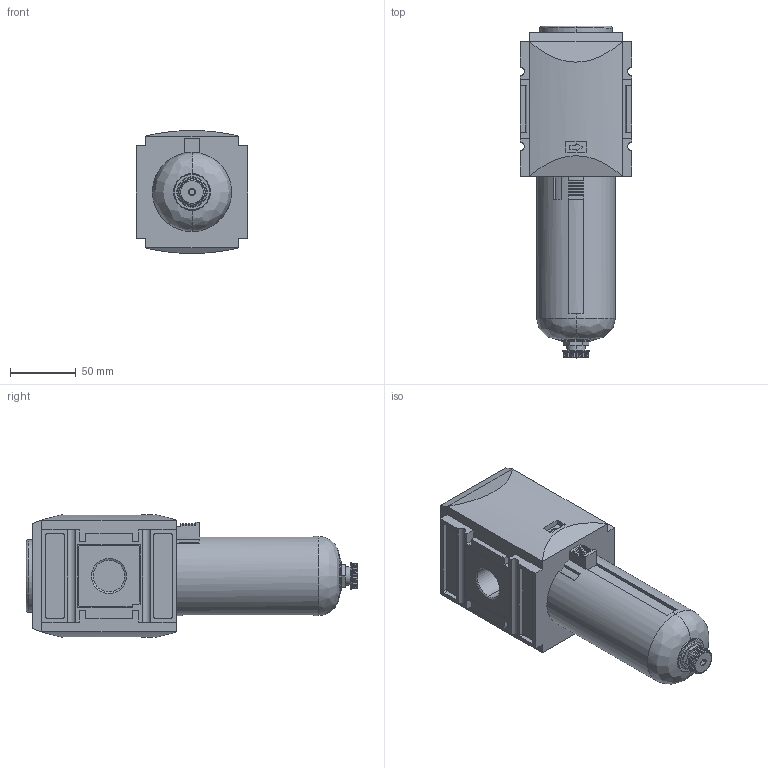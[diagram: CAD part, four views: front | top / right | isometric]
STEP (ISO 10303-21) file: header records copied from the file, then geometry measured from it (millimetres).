
FILE_DESCRIPTION (( 'STEP AP214' ), '1' );
FILE_NAME ('KN-KPFI434.STEP', '2018-08-30T12:07:52', ( '' ), ( '' ), 'SwSTEP 2.0', 'SolidWorks 2018', '' );
FILE_SCHEMA (( 'AUTOMOTIVE_DESIGN' ));
Length unit declared in the file: millimetre
Products named in the file (1): KN-KPFI434
Bounding box: 85 x 252 x 93.28 mm (x, y, z)
Volume: 1098303.6 mm3; surface area: 95003 mm2
Topology: 2 solids, 2 shells, 413 faces, 1085 edges, 706 vertices
Faces by surface type: plane 224, cylinder 135, cone 30, torus 22, bspline 2
Entity records: 17814 total; most frequent: CARTESIAN_POINT 3078, ORIENTED_EDGE 2170, DIRECTION 2032, EDGE_CURVE 1085, VERTEX_POINT 706, LINE 688, VECTOR 688, AXIS2_PLACEMENT_3D 672
